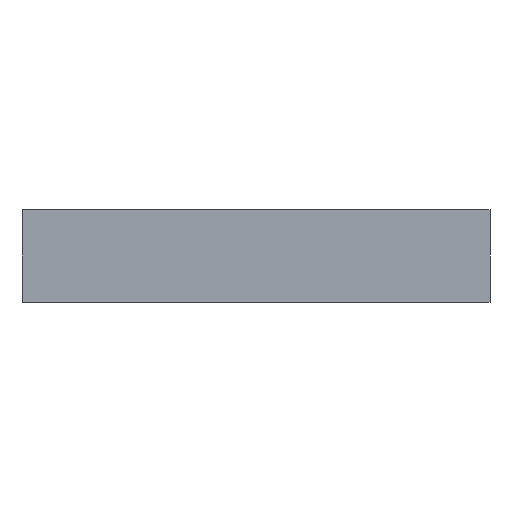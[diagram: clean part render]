
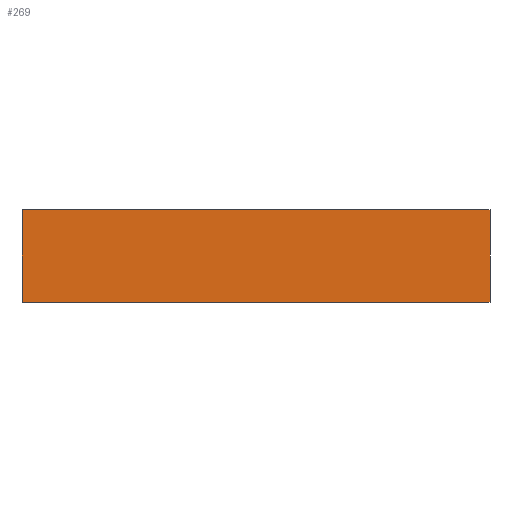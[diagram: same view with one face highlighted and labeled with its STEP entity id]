
A CAD part, front view. The second image highlights one B-rep face of the part: STEP entity #269.
In plain terms, the highlighted planar face has unit normal (0, -1, 0).
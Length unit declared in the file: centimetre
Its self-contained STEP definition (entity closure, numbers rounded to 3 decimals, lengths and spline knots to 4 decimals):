
#17=PLANE('',#301);
#34=LINE('',#449,#64);
#35=LINE('',#452,#65);
#36=LINE('',#454,#66);
#37=LINE('',#455,#67);
#64=VECTOR('',#336,1.);
#65=VECTOR('',#339,1.);
#66=VECTOR('',#340,1.);
#67=VECTOR('',#341,1.);
#92=FACE_OUTER_BOUND('',#106,.T.);
#106=EDGE_LOOP('',(#206,#207,#208,#209));
#136=VERTEX_POINT('',#445);
#137=VERTEX_POINT('',#447);
#138=VERTEX_POINT('',#451);
#139=VERTEX_POINT('',#453);
#165=EDGE_CURVE('',#136,#137,#34,.T.);
#166=EDGE_CURVE('',#136,#138,#35,.T.);
#167=EDGE_CURVE('',#139,#137,#36,.T.);
#168=EDGE_CURVE('',#138,#139,#37,.T.);
#206=ORIENTED_EDGE('',*,*,#166,.F.);
#207=ORIENTED_EDGE('',*,*,#165,.T.);
#208=ORIENTED_EDGE('',*,*,#167,.F.);
#209=ORIENTED_EDGE('',*,*,#168,.F.);
#269=ADVANCED_FACE('',(#92),#17,.T.);
#301=AXIS2_PLACEMENT_3D('',#450,#337,#338);
#336=DIRECTION('',(0.,0.,-1.));
#337=DIRECTION('center_axis',(0.,-1.,0.));
#338=DIRECTION('ref_axis',(-1.,0.,0.));
#339=DIRECTION('',(1.,0.,0.));
#340=DIRECTION('',(-1.,0.,0.));
#341=DIRECTION('',(0.,0.,-1.));
#445=CARTESIAN_POINT('',(7.9211,8.5038,0.2));
#447=CARTESIAN_POINT('',(7.9211,8.5038,-0.2));
#449=CARTESIAN_POINT('',(7.9211,8.5038,0.2));
#450=CARTESIAN_POINT('Origin',(9.9505,8.5038,0.2));
#451=CARTESIAN_POINT('',(9.9505,8.5038,0.2));
#452=CARTESIAN_POINT('',(7.9211,8.5038,0.2));
#453=CARTESIAN_POINT('',(9.9505,8.5038,-0.2));
#454=CARTESIAN_POINT('',(7.9211,8.5038,-0.2));
#455=CARTESIAN_POINT('',(9.9505,8.5038,0.2));
